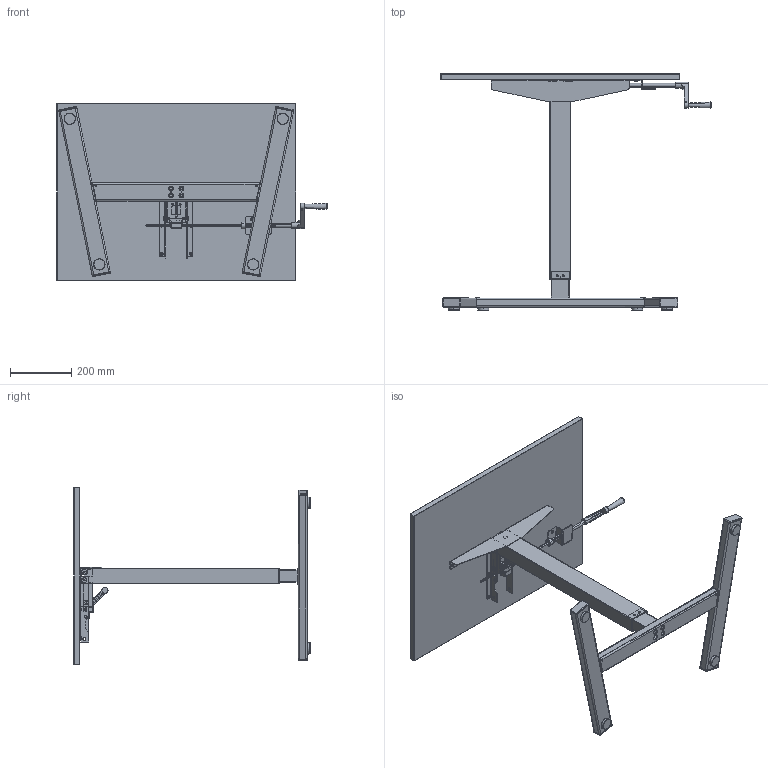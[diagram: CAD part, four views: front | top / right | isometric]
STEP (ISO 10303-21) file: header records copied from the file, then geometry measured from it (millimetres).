
FILE_DESCRIPTION (( 'STEP AP203' ), '1' );
FILE_NAME ('51411xC-1G Compact Work C, skiva 780x580.STEP', '2021-04-14T14:33:43', ( '' ), ( '' ), 'SwSTEP 2.0', 'SolidWorks 2019', '' );
FILE_SCHEMA (( 'CONFIG_CONTROL_DESIGN' ));
Length unit declared in the file: millimetre
Products named in the file (1): 51411xC-1G Compact Work C, skiva 780x580
Bounding box: 883.03 x 772.3 x 580 mm (x, y, z)
Surface area: 1644168.4 mm2 (no closed solid volume)
Topology: 0 solids, 97 shells, 675 faces, 3039 edges, 2390 vertices
Faces by surface type: plane 262, cylinder 220, cone 83, torus 73, sphere 24, bspline 13
Entity records: 34077 total; most frequent: CARTESIAN_POINT 9513, DIRECTION 5455, ORIENTED_EDGE 4161, EDGE_CURVE 3037, VERTEX_POINT 2390, AXIS2_PLACEMENT_3D 2066, CIRCLE 1403, VECTOR 1323
